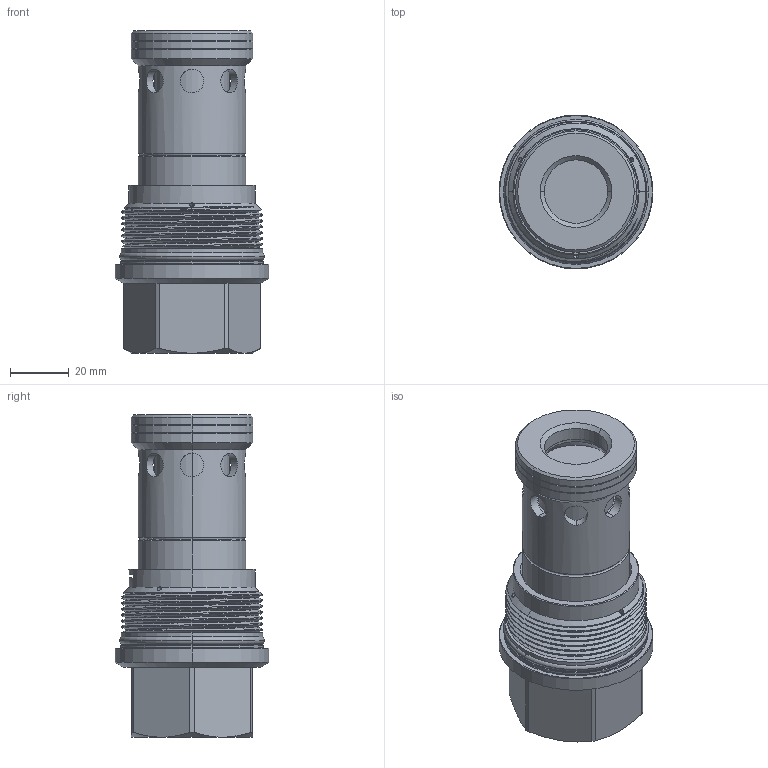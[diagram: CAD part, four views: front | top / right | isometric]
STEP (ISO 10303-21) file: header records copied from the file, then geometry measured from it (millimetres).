
FILE_DESCRIPTION (( 'STEP AP203' ), '1' );
FILE_NAME ('RP18A2G-8.STEP', '2016-08-02T05:37:22', ( '' ), ( '' ), 'SwSTEP 2.0', 'SolidWorks 2012', '' );
FILE_SCHEMA (( 'CONFIG_CONTROL_DESIGN' ));
Length unit declared in the file: millimetre
Products named in the file (1): RP18A2G-8
Bounding box: 52.37 x 52.37 x 109.63 mm (x, y, z)
Volume: 134859.4 mm3; surface area: 39387.4 mm2
Topology: 4 solids, 4 shells, 271 faces, 665 edges, 407 vertices
Faces by surface type: cylinder 132, cone 67, plane 41, torus 23, bspline 6, sphere 2
Entity records: 12104 total; most frequent: CARTESIAN_POINT 5889, ORIENTED_EDGE 1322, DIRECTION 1258, EDGE_CURVE 661, AXIS2_PLACEMENT_3D 525, VERTEX_POINT 407, EDGE_LOOP 308, ADVANCED_FACE 271
